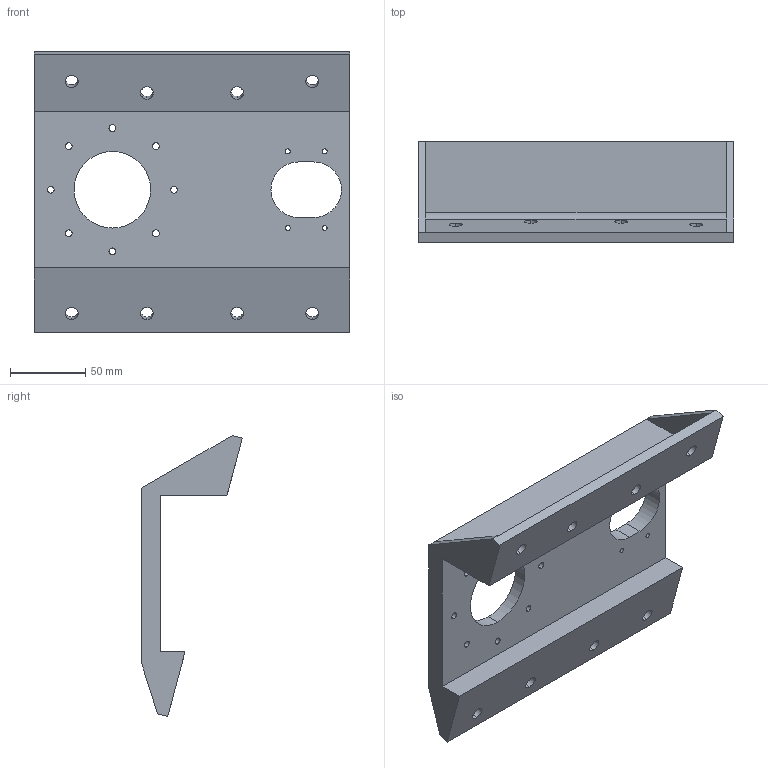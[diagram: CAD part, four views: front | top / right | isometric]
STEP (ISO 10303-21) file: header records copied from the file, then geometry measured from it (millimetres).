
FILE_DESCRIPTION (( 'STEP AP203' ), '1' );
FILE_NAME ('J1_support_flat.STEP', '2020-12-12T09:16:54', ( '' ), ( '' ), 'SwSTEP 2.0', 'SolidWorks 2020', '' );
FILE_SCHEMA (( 'CONFIG_CONTROL_DESIGN' ));
Length unit declared in the file: millimetre
Products named in the file (1): J1_support_flat
Bounding box: 210 x 66.87 x 187 mm (x, y, z)
Volume: 436759.6 mm3; surface area: 116284.8 mm2
Topology: 1 solids, 1 shells, 73 faces, 202 edges, 132 vertices
Faces by surface type: cylinder 48, plane 25
Entity records: 2533 total; most frequent: DIRECTION 446, CARTESIAN_POINT 408, ORIENTED_EDGE 404, EDGE_CURVE 202, AXIS2_PLACEMENT_3D 170, VERTEX_POINT 132, EDGE_LOOP 118, VECTOR 106
